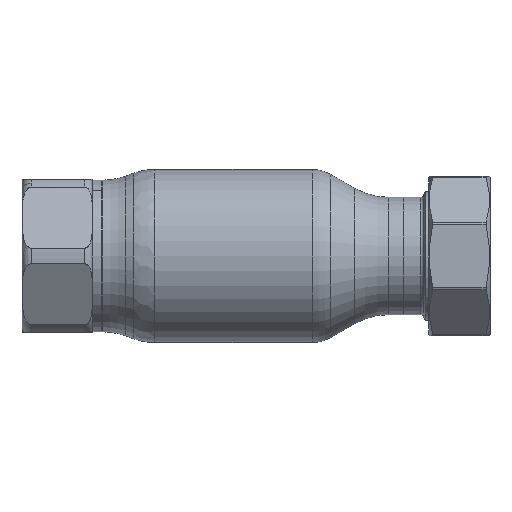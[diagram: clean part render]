
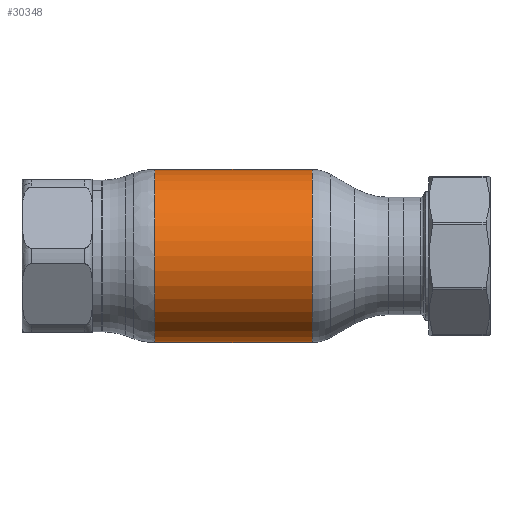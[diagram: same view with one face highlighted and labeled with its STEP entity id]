
A CAD part, front view. The second image highlights one B-rep face of the part: STEP entity #30348.
In plain terms, the highlighted cylindrical face has radius 28.25 mm (diameter 56.5 mm), a partial arc.
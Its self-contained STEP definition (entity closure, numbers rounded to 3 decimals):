
#615 = VECTOR ( 'NONE', #49694, 1000. ) ;
#3926 = DIRECTION ( 'NONE',  ( 0., 0., -1. ) ) ;
#6806 = DIRECTION ( 'NONE',  ( 1., 0., 0. ) ) ;
#6809 = EDGE_LOOP ( 'NONE', ( #24198, #23754, #25801, #32310 ) ) ;
#8586 = DIRECTION ( 'NONE',  ( 1., 0., 0. ) ) ;
#8974 = DIRECTION ( 'NONE',  ( 1., 0., 0. ) ) ;
#9261 = FACE_OUTER_BOUND ( 'NONE', #6809, .T. ) ;
#12791 = CARTESIAN_POINT ( 'NONE',  ( 24.785, 0., -28.25 ) ) ;
#16303 = CARTESIAN_POINT ( 'NONE',  ( 62.69, 0., 28.25 ) ) ;
#16909 = DIRECTION ( 'NONE',  ( 0., 0., -1. ) ) ;
#18740 = CARTESIAN_POINT ( 'NONE',  ( 24.785, 0., 0. ) ) ;
#19871 = VERTEX_POINT ( 'NONE', #23672 ) ;
#19973 = CARTESIAN_POINT ( 'NONE',  ( -26.673, 0., -28.25 ) ) ;
#23672 = CARTESIAN_POINT ( 'NONE',  ( 24.785, 0., 28.25 ) ) ;
#23754 = ORIENTED_EDGE ( 'NONE', *, *, #40622, .T. ) ;
#24198 = ORIENTED_EDGE ( 'NONE', *, *, #35384, .F. ) ;
#24636 = LINE ( 'NONE', #16303, #55979 ) ;
#25801 = ORIENTED_EDGE ( 'NONE', *, *, #51187, .T. ) ;
#27110 = CARTESIAN_POINT ( 'NONE',  ( 62.69, 0., -28.25 ) ) ;
#28276 = CIRCLE ( 'NONE', #32981, 28.25 ) ;
#30348 = ADVANCED_FACE ( 'NONE', ( #9261 ), #44621, .T. ) ;
#31117 = VERTEX_POINT ( 'NONE', #12791 ) ;
#32310 = ORIENTED_EDGE ( 'NONE', *, *, #41755, .F. ) ;
#32981 = AXIS2_PLACEMENT_3D ( 'NONE', #35623, #8586, #16909 ) ;
#35384 = EDGE_CURVE ( 'NONE', #37968, #19871, #24636, .T. ) ;
#35623 = CARTESIAN_POINT ( 'NONE',  ( -26.673, 0., 0. ) ) ;
#36385 = AXIS2_PLACEMENT_3D ( 'NONE', #18740, #46017, #55281 ) ;
#37968 = VERTEX_POINT ( 'NONE', #56593 ) ;
#40622 = EDGE_CURVE ( 'NONE', #37968, #41292, #28276, .T. ) ;
#41292 = VERTEX_POINT ( 'NONE', #19973 ) ;
#41755 = EDGE_CURVE ( 'NONE', #19871, #31117, #47757, .T. ) ;
#44621 = CYLINDRICAL_SURFACE ( 'NONE', #52819, 28.25 ) ;
#46017 = DIRECTION ( 'NONE',  ( 1., 0., 0. ) ) ;
#47757 = CIRCLE ( 'NONE', #36385, 28.25 ) ;
#49680 = CARTESIAN_POINT ( 'NONE',  ( 62.69, 0., 0. ) ) ;
#49694 = DIRECTION ( 'NONE',  ( 1., 0., 0. ) ) ;
#50595 = LINE ( 'NONE', #27110, #615 ) ;
#51187 = EDGE_CURVE ( 'NONE', #41292, #31117, #50595, .T. ) ;
#52819 = AXIS2_PLACEMENT_3D ( 'NONE', #49680, #8974, #3926 ) ;
#55281 = DIRECTION ( 'NONE',  ( 0., 0., -1. ) ) ;
#55979 = VECTOR ( 'NONE', #6806, 1000. ) ;
#56593 = CARTESIAN_POINT ( 'NONE',  ( -26.673, 0., 28.25 ) ) ;
